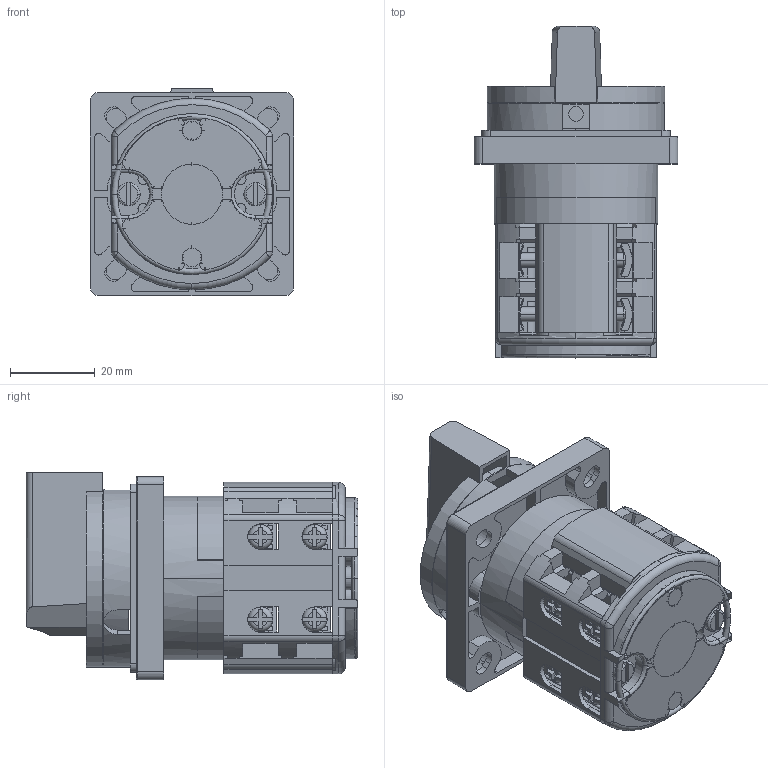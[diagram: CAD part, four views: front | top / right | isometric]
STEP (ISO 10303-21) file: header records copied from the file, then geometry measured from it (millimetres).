
FILE_DESCRIPTION((''),'2;1');
FILE_NAME('004773056_CS_25_U_LK_1P_ASM','2021-12-07T',('marketing.praksa'),('Audax d.o.o.'),'CREO PARAMETRIC BY PTC INC, 2017480','CREO PARAMETRIC BY PTC INC, 2017480','');
FILE_SCHEMA(('AUTOMOTIVE_DESIGN { 1 0 10303 214 1 1 1 1 }'));
Products named in the file (35): SKLOP_LK_TURSKI_PLOCI_MAL-322_1; S_-301349_-ZAVRTKA_SO_STE-322_1; S_-301349_-ZAVRTKA_SO_STE-322_2; S_-301349_-ZAVRTKA_SO_STE-322_3; S_-301349_-ZAVRTKA_SO_STE-322_4; S_-301349_-ZAVRTKA_SO_STE-322_5; S_-301349_-ZAVRTKA_SO_STE-322_6; S_-301349_-ZAVRTKA_SO_STE-322_7; S_-301349_-ZAVRTKA_SO_STE-322_8; S_-S53408N_-KUKISTE_KONTAKTNO_1; S_-301349_-ZAVRTKA_SO_STE-322_9; S_-301349_-ZAVRTKA_SO_STE-32_10; S_-301349_-ZAVRTKA_SO_STE-32_11; S_-301349_-ZAVRTKA_SO_STE-32_12; S_-301349_-ZAVRTKA_SO_STE-32_13; S_-301349_-ZAVRTKA_SO_STE-32_14; S_-301349_-ZAVRTKA_SO_STE-32_15; S_-301349_-ZAVRTKA_SO_STE-32_16; 1-POLE_ASM; SKLOP_LK_TURSKI_PLOCI_MAL-322_2; S_-S53442N_-ZADNA_PLOCA_BS_25_2; S_-S53442N_-ZADNA_PLOCA_BS_25_3; S_-S53442N_-ZADNA_PLOCA_BS_25_4; S_-S53442N_-ZADNA_PLOCA_BS_25_5; ZAVRTKA_M3X6_1_1-1-SOLID1_1; ZAVRTKA_M3X6_1_1-2-SOLID1_1; S_-S53442N_-ZADNA_PLOCA_BS_25_1_ASM; KUKISTE_SO_DZVEZDA_KOMPLE-322_1; KUKISTE_SO_DZVEZDA_KOMPLE-322_2; SKLOP_LK_TURSKI_PLOCI_MAL-322_3; PRT9563_1_1; PRT9563_1_2; PRT9563_1_3; PRT9563_1_ASM; 004773056_CS_25_U_LK_1P_ASM
Assembly tree (34 placements, depth 3):
  004773056_CS_25_U_LK_1P_ASM
    SKLOP_LK_TURSKI_PLOCI_MAL-322_1
    1-POLE_ASM
      S_-301349_-ZAVRTKA_SO_STE-322_1
      S_-301349_-ZAVRTKA_SO_STE-322_2
      S_-301349_-ZAVRTKA_SO_STE-322_3
      S_-301349_-ZAVRTKA_SO_STE-322_4
      S_-301349_-ZAVRTKA_SO_STE-322_5
      S_-301349_-ZAVRTKA_SO_STE-322_6
      S_-301349_-ZAVRTKA_SO_STE-322_7
      S_-301349_-ZAVRTKA_SO_STE-322_8
      S_-S53408N_-KUKISTE_KONTAKTNO_1
      S_-301349_-ZAVRTKA_SO_STE-322_9
      S_-301349_-ZAVRTKA_SO_STE-32_10
      S_-301349_-ZAVRTKA_SO_STE-32_11
      S_-301349_-ZAVRTKA_SO_STE-32_12
      S_-301349_-ZAVRTKA_SO_STE-32_13
      S_-301349_-ZAVRTKA_SO_STE-32_14
      S_-301349_-ZAVRTKA_SO_STE-32_15
      S_-301349_-ZAVRTKA_SO_STE-32_16
    SKLOP_LK_TURSKI_PLOCI_MAL-322_2
    S_-S53442N_-ZADNA_PLOCA_BS_25_1_ASM
      S_-S53442N_-ZADNA_PLOCA_BS_25_2
      S_-S53442N_-ZADNA_PLOCA_BS_25_3
      S_-S53442N_-ZADNA_PLOCA_BS_25_4
      S_-S53442N_-ZADNA_PLOCA_BS_25_5
      ZAVRTKA_M3X6_1_1-1-SOLID1_1
      ZAVRTKA_M3X6_1_1-2-SOLID1_1
    KUKISTE_SO_DZVEZDA_KOMPLE-322_1
    KUKISTE_SO_DZVEZDA_KOMPLE-322_2
    SKLOP_LK_TURSKI_PLOCI_MAL-322_3
    PRT9563_1_ASM
      PRT9563_1_1
      PRT9563_1_2
      PRT9563_1_3
Bounding box: 48 x 78.3 x 49 mm (x, y, z)
Volume: 50299.2 mm3; surface area: 57165.6 mm2
Topology: 31 solids, 32 shells, 3288 faces, 9388 edges, 6163 vertices
Faces by surface type: plane 1857, cylinder 1047, bspline 148, torus 113, cone 70, extrusion 31, sphere 22
Entity records: 141232 total; most frequent: CARTESIAN_POINT 29372, ORIENTED_EDGE 18552, DIRECTION 17439, EDGE_CURVE 9294, VERTEX_POINT 6163, AXIS2_PLACEMENT_3D 5937, VECTOR 5565, LINE 5534
